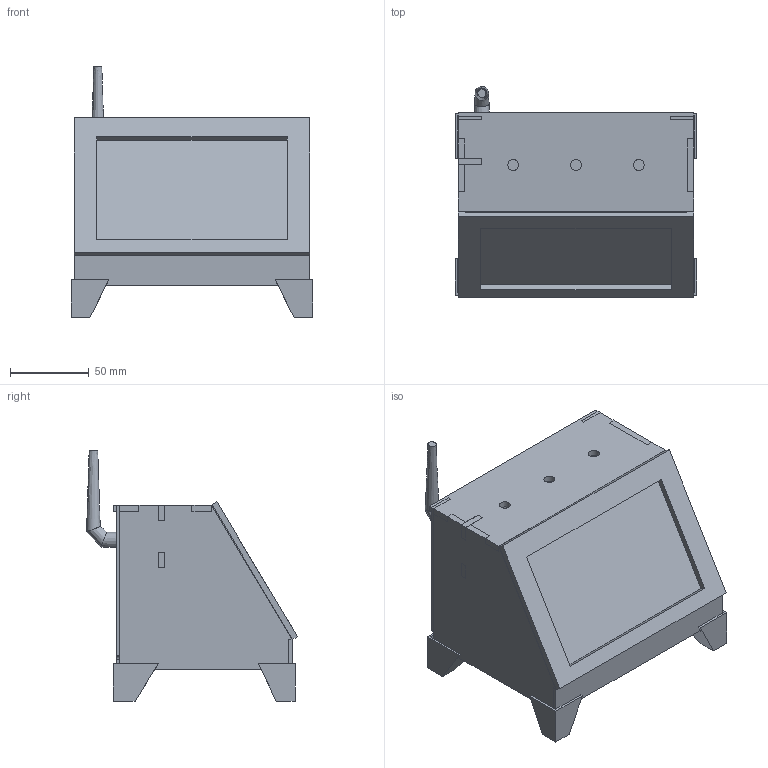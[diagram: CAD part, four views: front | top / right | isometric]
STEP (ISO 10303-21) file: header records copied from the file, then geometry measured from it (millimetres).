
FILE_DESCRIPTION(/* description */ (''),/* implementation_level */ '2;1');
FILE_NAME(/* name */ 'Radio2 v84.step',/* time_stamp */ '2022-01-19T12:41:33+01:00',/* author */ (''),/* organization */ (''),/* preprocessor_version */ 'ST-DEVELOPER v18.1',/* originating_system */ 'Autodesk Translation Framework v10.13.0.1454',/* authorisation */ '');
FILE_SCHEMA (('AUTOMOTIVE_DESIGN { 1 0 10303 214 3 1 1 }'));
Length unit declared in the file: millimetre
Products named in the file (14): Radio2; Speaker v3; Antenna_3D; antennaSupport_laser; EC11 Rotary Encoder Dode Switch-15mm; groundPlate_3D; rightPlate_laser; leftPlate_laser; frontPlate_CNC; backPlate_CNC; topPlate_laser; DisplayHousing_3D; Component_Display; REAL-Usb 5pin Board
Assembly tree (13 placements, depth 3):
  Radio2
    Speaker v3
    Antenna_3D
    antennaSupport_laser
      EC11 Rotary Encoder Dode Switch-15mm
    groundPlate_3D
    rightPlate_laser
    leftPlate_laser
    frontPlate_CNC
    backPlate_CNC
    topPlate_laser
    DisplayHousing_3D
      Component_Display
    REAL-Usb 5pin Board
Bounding box: 154 x 134.32 x 159.57 mm (x, y, z)
Volume: 407057.2 mm3; surface area: 204969.9 mm2
Topology: 21 solids, 21 shells, 1533 faces, 4502 edges, 3029 vertices
Faces by surface type: plane 1120, cylinder 356, cone 26, bspline 19, torus 12
Full cylindrical faces by diameter (mm): 1 x7, 1.7 x8, 3.3 x3, 3.4 x8, 3.5 x1, 3.51 x1, 4 x1, 6.4 x1, 7 x6, 10 x1, 40 x4
Entity records: 54614 total; most frequent: CARTESIAN_POINT 11674, ORIENTED_EDGE 9004, DIRECTION 8239, EDGE_CURVE 4502, LINE 3523, VECTOR 3523, VERTEX_POINT 3029, AXIS2_PLACEMENT_3D 2358
